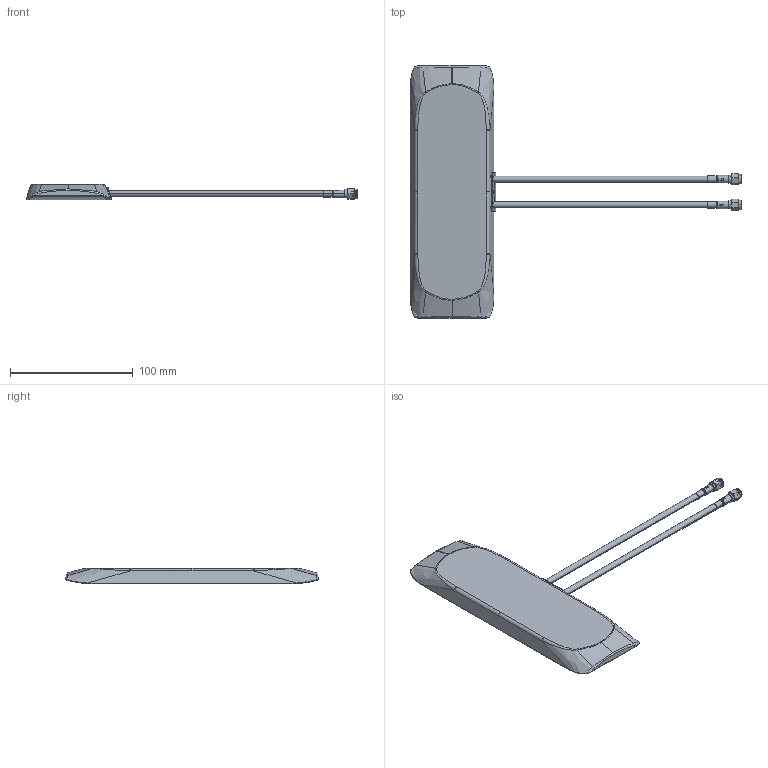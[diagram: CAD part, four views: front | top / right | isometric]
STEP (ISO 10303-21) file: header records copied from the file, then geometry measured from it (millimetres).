
FILE_DESCRIPTION (( 'STEP AP214' ), '1' );
FILE_NAME ('MA241.BI_.001_Web.STEP', '2022-03-14T15:13:19', ( '' ), ( '' ), 'SwSTEP 2.0', 'SolidWorks 2018', '' );
FILE_SCHEMA (( 'AUTOMOTIVE_DESIGN' ));
Length unit declared in the file: millimetre
Products named in the file (1): MA241.BI_.001_Web
Bounding box: 270.26 x 205.88 x 12.4 mm (x, y, z)
Surface area: 40585.7 mm2 (no closed solid volume)
Topology: 0 solids, 19 shells, 227 faces, 869 edges, 654 vertices
Faces by surface type: cylinder 81, plane 59, bspline 54, torus 17, cone 16
Entity records: 24347 total; most frequent: CARTESIAN_POINT 15818, ORIENTED_EDGE 1332, EDGE_CURVE 869, DIRECTION 847, VERTEX_POINT 654, B_SPLINE_CURVE_WITH_KNOTS 460, AXIS2_PLACEMENT_3D 313, EDGE_LOOP 240
